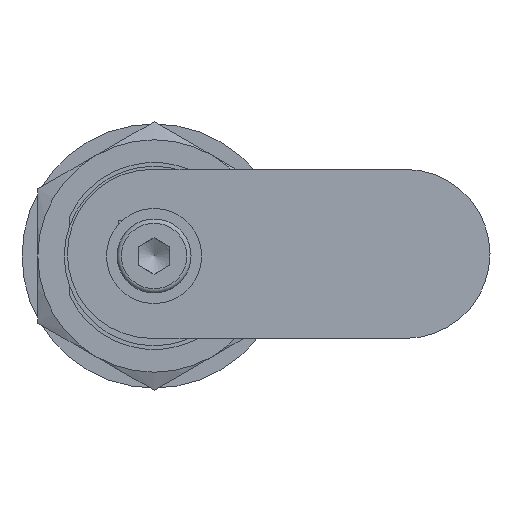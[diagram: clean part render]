
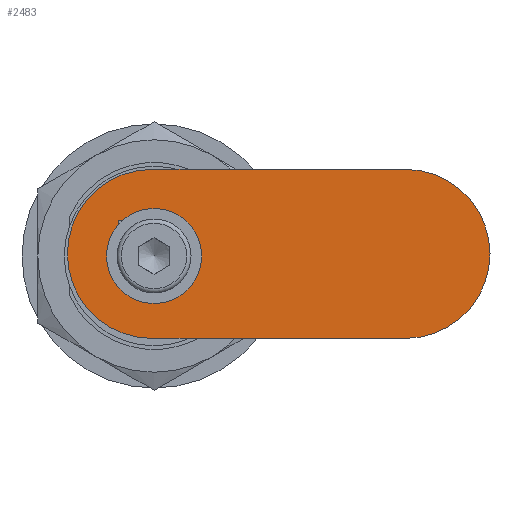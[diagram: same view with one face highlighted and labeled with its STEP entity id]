
A CAD part, left-side view. The second image highlights one B-rep face of the part: STEP entity #2483.
In plain terms, the highlighted face is planar.
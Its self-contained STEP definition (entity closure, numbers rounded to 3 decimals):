
#2211=CARTESIAN_POINT('',(-3.2,-3.2,0.0));
#2212=VERTEX_POINT('',#2211);
#2219=CARTESIAN_POINT('',(-3.2,3.2,0.0));
#2220=VERTEX_POINT('',#2219);
#2221=CARTESIAN_POINT('',(-3.2,3.2,0.0));
#2222=DIRECTION('',(0.0,-1.0,0.0));
#2223=VECTOR('',#2222,6.4);
#2224=LINE('',#2221,#2223);
#2225=EDGE_CURVE('',#2220,#2212,#2224,.T.);
#2250=CARTESIAN_POINT('',(3.2,3.2,0.0));
#2251=VERTEX_POINT('',#2250);
#2252=CARTESIAN_POINT('',(3.2,3.2,0.0));
#2253=DIRECTION('',(-1.0,0.0,0.0));
#2254=VECTOR('',#2253,6.4);
#2255=LINE('',#2252,#2254);
#2256=EDGE_CURVE('',#2251,#2220,#2255,.T.);
#2281=CARTESIAN_POINT('',(3.2,-3.2,0.0));
#2282=VERTEX_POINT('',#2281);
#2283=CARTESIAN_POINT('',(3.2,-3.2,0.0));
#2284=DIRECTION('',(0.0,1.0,0.0));
#2285=VECTOR('',#2284,6.4);
#2286=LINE('',#2283,#2285);
#2287=EDGE_CURVE('',#2282,#2251,#2286,.T.);
#2310=CARTESIAN_POINT('',(-3.2,-3.2,0.0));
#2311=DIRECTION('',(1.0,0.0,0.0));
#2312=VECTOR('',#2311,6.4);
#2313=LINE('',#2310,#2312);
#2314=EDGE_CURVE('',#2212,#2282,#2313,.T.);
#2336=CARTESIAN_POINT('',(24.,-8.,0.0));
#2337=VERTEX_POINT('',#2336);
#2344=CARTESIAN_POINT('',(24.0,8.,0.0));
#2345=VERTEX_POINT('',#2344);
#2346=CARTESIAN_POINT('',(24.,0.,0.0));
#2347=DIRECTION('',(0.0,0.0,-1.0));
#2348=DIRECTION('',(0.0,1.0,0.0));
#2349=AXIS2_PLACEMENT_3D('',#2346,#2347,#2348);
#2350=CIRCLE('',#2349,8.);
#2351=EDGE_CURVE('',#2345,#2337,#2350,.T.);
#2375=CARTESIAN_POINT('',(0.,-8.,0.0));
#2376=VERTEX_POINT('',#2375);
#2383=CARTESIAN_POINT('',(24.,-8.,0.0));
#2384=DIRECTION('',(-1.0,0.0,0.0));
#2385=VECTOR('',#2384,24.);
#2386=LINE('',#2383,#2385);
#2387=EDGE_CURVE('',#2337,#2376,#2386,.T.);
#2407=CARTESIAN_POINT('',(0.,8.,0.0));
#2408=VERTEX_POINT('',#2407);
#2415=CARTESIAN_POINT('',(0.0,0.0,0.0));
#2416=DIRECTION('',(0.0,0.0,-1.0));
#2417=DIRECTION('',(0.0,-1.0,0.0));
#2418=AXIS2_PLACEMENT_3D('',#2415,#2416,#2417);
#2419=CIRCLE('',#2418,8.0);
#2420=EDGE_CURVE('',#2376,#2408,#2419,.T.);
#2438=CARTESIAN_POINT('',(0.,8.,0.0));
#2439=DIRECTION('',(1.0,0.0,0.0));
#2440=VECTOR('',#2439,24.);
#2441=LINE('',#2438,#2440);
#2442=EDGE_CURVE('',#2408,#2345,#2441,.T.);
#2466=CARTESIAN_POINT('',(12.0,0.,0.0));
#2467=DIRECTION('',(0.0,0.0,1.0));
#2468=DIRECTION('',(1.0,0.0,0.0));
#2469=AXIS2_PLACEMENT_3D('',#2466,#2467,#2468);
#2470=PLANE('',#2469);
#2471=ORIENTED_EDGE('',*,*,#2442,.T.);
#2472=ORIENTED_EDGE('',*,*,#2351,.T.);
#2473=ORIENTED_EDGE('',*,*,#2387,.T.);
#2474=ORIENTED_EDGE('',*,*,#2420,.T.);
#2475=EDGE_LOOP('',(#2471,#2472,#2473,#2474));
#2476=FACE_OUTER_BOUND('',#2475,.T.);
#2477=ORIENTED_EDGE('',*,*,#2225,.T.);
#2478=ORIENTED_EDGE('',*,*,#2314,.T.);
#2479=ORIENTED_EDGE('',*,*,#2287,.T.);
#2480=ORIENTED_EDGE('',*,*,#2256,.T.);
#2481=EDGE_LOOP('',(#2477,#2478,#2479,#2480));
#2482=FACE_BOUND('',#2481,.T.);
#2483=ADVANCED_FACE('',(#2476,#2482),#2470,.F.);
